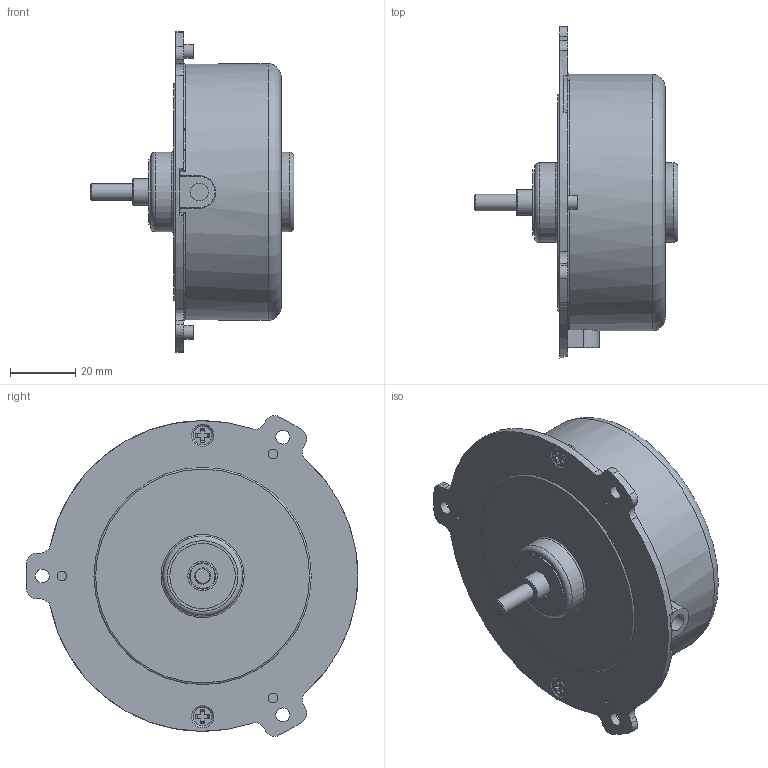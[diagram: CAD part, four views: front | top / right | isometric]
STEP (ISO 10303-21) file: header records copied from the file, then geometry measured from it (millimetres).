
FILE_DESCRIPTION((''),'2;1');
FILE_NAME('7806_A TYPE.stp','2014-05-19T10:55:19',('ampex83'),(''),'Autodesk Inventor 2011','Autodesk Inventor 2011','');
FILE_SCHEMA(('AUTOMOTIVE_DESIGN { 1 0 10303 214 1 1 1 1 }'));
Length unit declared in the file: millimetre
Products named in the file (1): 7806_A TYPE
Bounding box: 62.3 x 101.48 x 98.05 mm (x, y, z)
Volume: 32325.2 mm3; surface area: 43200.9 mm2
Topology: 1 solids, 3 shells, 182 faces, 480 edges, 318 vertices
Faces by surface type: plane 91, cylinder 61, torus 23, cone 7
Full cylindrical faces by diameter (mm): 2.75 x2, 2.9 x6, 4.15 x2, 4.2 x3, 4.8 x2, 5 x1, 5.5 x1, 8 x2, 9 x1, 20 x1, 22 x3, 24.4 x2, 64 x1, 66.4 x1, 76 x1, 78.4 x1
Entity records: 5637 total; most frequent: CARTESIAN_POINT 1056, DIRECTION 924, ORIENTED_EDGE 816, EDGE_CURVE 408, AXIS2_PLACEMENT_3D 362, VERTEX_POINT 304, EDGE_LOOP 294, VECTOR 200
